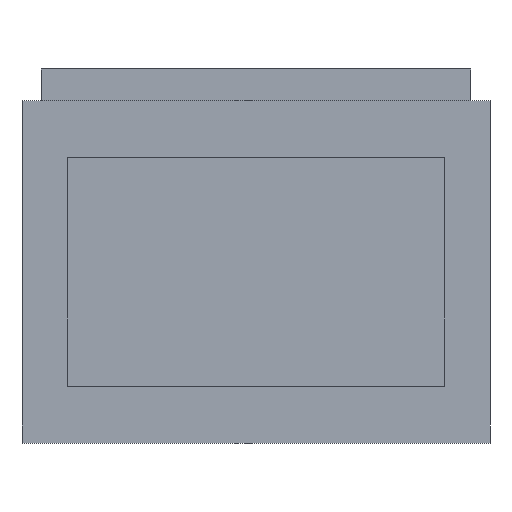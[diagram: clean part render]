
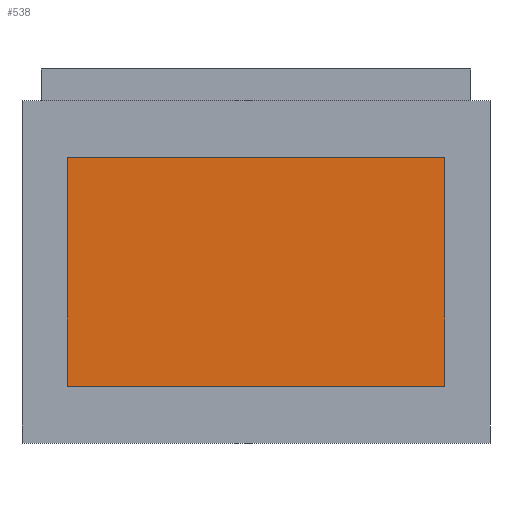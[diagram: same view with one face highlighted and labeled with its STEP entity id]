
A CAD part, front view. The second image highlights one B-rep face of the part: STEP entity #538.
In plain terms, the highlighted planar face has unit normal (0, -1, 0).
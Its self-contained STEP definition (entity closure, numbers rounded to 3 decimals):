
#106=ORIENTED_EDGE('',*,*,#210,.T.);
#107=ORIENTED_EDGE('',*,*,#213,.T.);
#108=ORIENTED_EDGE('',*,*,#215,.T.);
#109=ORIENTED_EDGE('',*,*,#216,.T.);
#210=EDGE_CURVE('',#273,#272,#330,.T.);
#213=EDGE_CURVE('',#272,#274,#333,.T.);
#215=EDGE_CURVE('',#274,#275,#335,.T.);
#216=EDGE_CURVE('',#275,#273,#336,.T.);
#272=VERTEX_POINT('',#821);
#273=VERTEX_POINT('',#823);
#274=VERTEX_POINT('',#827);
#275=VERTEX_POINT('',#831);
#330=LINE('',#822,#398);
#333=LINE('',#828,#401);
#335=LINE('',#832,#403);
#336=LINE('',#834,#404);
#398=VECTOR('',#667,1000.);
#401=VECTOR('',#672,1000.);
#403=VECTOR('',#676,1000.);
#404=VECTOR('',#679,1000.);
#446=EDGE_LOOP('',(#106,#107,#108,#109));
#480=FACE_BOUND('',#446,.T.);
#510=PLANE('',#581);
#538=ADVANCED_FACE('',(#480),#510,.T.);
#581=AXIS2_PLACEMENT_3D('',#835,#680,#681);
#667=DIRECTION('',(0.,0.,1.));
#672=DIRECTION('',(-1.,0.,0.));
#676=DIRECTION('',(0.,0.,-1.));
#679=DIRECTION('',(1.,0.,0.));
#680=DIRECTION('',(0.,-1.,0.));
#681=DIRECTION('',(0.,0.,-1.));
#821=CARTESIAN_POINT('',(105.25,3.,63.7));
#822=CARTESIAN_POINT('',(105.25,3.,-63.7));
#823=CARTESIAN_POINT('',(105.25,3.,-63.7));
#827=CARTESIAN_POINT('',(-105.25,3.,63.7));
#828=CARTESIAN_POINT('',(105.25,3.,63.7));
#831=CARTESIAN_POINT('',(-105.25,3.,-63.7));
#832=CARTESIAN_POINT('',(-105.25,3.,63.7));
#834=CARTESIAN_POINT('',(-105.25,3.,-63.7));
#835=CARTESIAN_POINT('',(0.,3.,0.));
